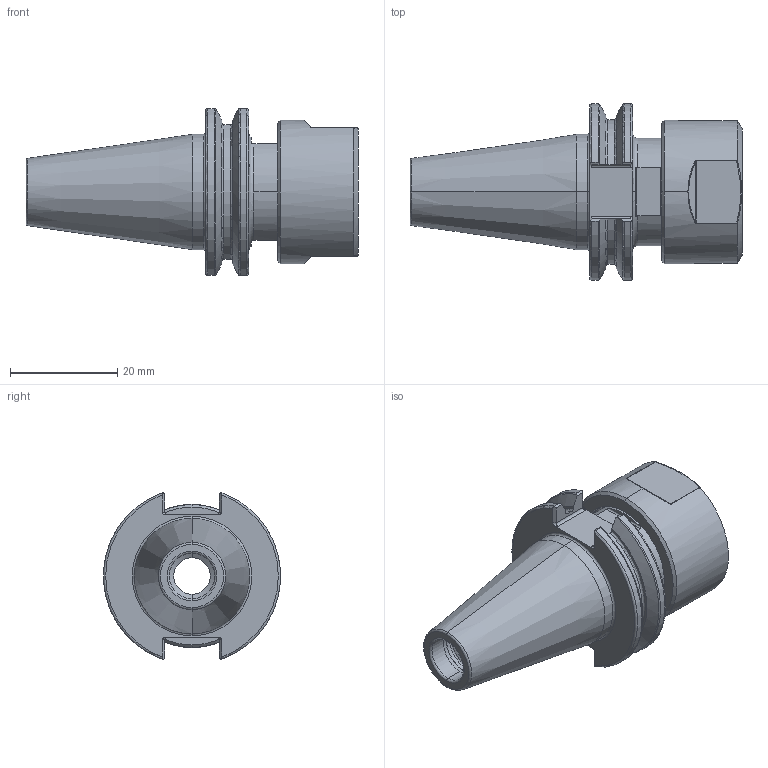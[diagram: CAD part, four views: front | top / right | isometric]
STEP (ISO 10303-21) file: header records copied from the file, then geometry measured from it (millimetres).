
FILE_DESCRIPTION (( 'STEP AP203' ), '1' );
FILE_NAME ('SK2-E18.001.024.STEP', '2012-10-25T14:58:59', ( 'SwiAdmin' ), ( '' ), 'SwSTEP 2.0', 'SolidWorks 2012', '' );
FILE_SCHEMA (( 'CONFIG_CONTROL_DESIGN' ));
Length unit declared in the file: millimetre
Products named in the file (3): SK2-E18.001.024; E18-ER1.001.015
Assembly tree (2 placements, depth 2):
  SK2-E18.001.024
    SK2-E18.001.024
    E18-ER1.001.015
Bounding box: 61.9 x 32.97 x 31.1 mm (x, y, z)
Volume: 17547.8 mm3; surface area: 9598.6 mm2
Topology: 2 solids, 2 shells, 169 faces, 414 edges, 254 vertices
Faces by surface type: cylinder 50, plane 45, cone 32, torus 26, bspline 16
Entity records: 6409 total; most frequent: CARTESIAN_POINT 2332, ORIENTED_EDGE 828, DIRECTION 750, EDGE_CURVE 414, AXIS2_PLACEMENT_3D 298, VERTEX_POINT 254, EDGE_LOOP 178, FACE_OUTER_BOUND 169
